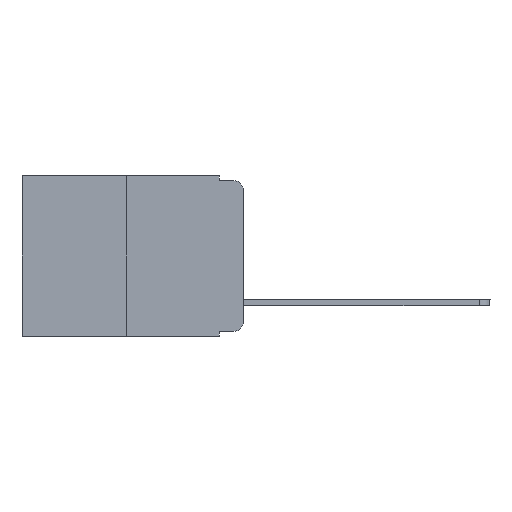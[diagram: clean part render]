
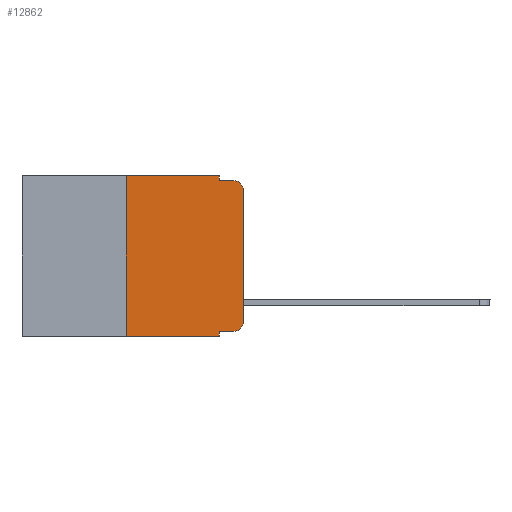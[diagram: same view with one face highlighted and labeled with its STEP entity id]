
A CAD part, left-side view. The second image highlights one B-rep face of the part: STEP entity #12862.
In plain terms, the highlighted planar face has unit normal (-1, 0, 0).
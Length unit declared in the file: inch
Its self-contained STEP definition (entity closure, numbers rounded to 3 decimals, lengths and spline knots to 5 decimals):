
#501 = LINE ( 'NONE', #11655, #12149 ) ;
#1159 = DIRECTION ( 'NONE',  ( 0., 0., 1. ) ) ;
#1226 = EDGE_CURVE ( 'NONE', #2302, #11116, #10466, .T. ) ;
#1284 = DIRECTION ( 'NONE',  ( 0., 0., -1. ) ) ;
#1389 = VECTOR ( 'NONE', #1685, 39.37008 ) ;
#1618 = ORIENTED_EDGE ( 'NONE', *, *, #17850, .T. ) ;
#1685 = DIRECTION ( 'NONE',  ( 0., -1., 0. ) ) ;
#1870 = CARTESIAN_POINT ( 'NONE',  ( 0., 0.02, -0.333 ) ) ;
#1960 = VECTOR ( 'NONE', #16727, 39.37008 ) ;
#2302 = VERTEX_POINT ( 'NONE', #7215 ) ;
#2337 = VECTOR ( 'NONE', #1159, 39.37008 ) ;
#2644 = CARTESIAN_POINT ( 'NONE',  ( 0., 0.051, 0. ) ) ;
#2936 = CARTESIAN_POINT ( 'NONE',  ( 0., 0.02, -0.313 ) ) ;
#3094 = CARTESIAN_POINT ( 'NONE',  ( 0., 0.473, -0.343 ) ) ;
#3112 = VERTEX_POINT ( 'NONE', #5899 ) ;
#3156 = CARTESIAN_POINT ( 'NONE',  ( 0., 0., -0.313 ) ) ;
#3672 = DIRECTION ( 'NONE',  ( 0., -1., 0. ) ) ;
#3755 = DIRECTION ( 'NONE',  ( 0., -1., 0. ) ) ;
#4115 = AXIS2_PLACEMENT_3D ( 'NONE', #2936, #10087, #8602 ) ;
#4653 = EDGE_CURVE ( 'NONE', #5988, #10294, #9703, .T. ) ;
#5170 = CARTESIAN_POINT ( 'NONE',  ( 0., 0.473, 0. ) ) ;
#5257 = ORIENTED_EDGE ( 'NONE', *, *, #10822, .T. ) ;
#5258 = LINE ( 'NONE', #5170, #7937 ) ;
#5487 = CARTESIAN_POINT ( 'NONE',  ( 0., 0., 0. ) ) ;
#5536 = CARTESIAN_POINT ( 'NONE',  ( 0., 0.051, -0.01 ) ) ;
#5551 = DIRECTION ( 'NONE',  ( 1., 0., 0. ) ) ;
#5899 = CARTESIAN_POINT ( 'NONE',  ( 0., 0.25, -0.343 ) ) ;
#5988 = VERTEX_POINT ( 'NONE', #7181 ) ;
#6264 = DIRECTION ( 'NONE',  ( 0., -1., 0. ) ) ;
#6501 = CIRCLE ( 'NONE', #13626, 0.02 ) ;
#6555 = LINE ( 'NONE', #5536, #11539 ) ;
#6702 = VERTEX_POINT ( 'NONE', #17838 ) ;
#6782 = VERTEX_POINT ( 'NONE', #6939 ) ;
#6939 = CARTESIAN_POINT ( 'NONE',  ( 0., 0.25, 0. ) ) ;
#6979 = VERTEX_POINT ( 'NONE', #3156 ) ;
#7181 = CARTESIAN_POINT ( 'NONE',  ( 0., 0.051, 0. ) ) ;
#7215 = CARTESIAN_POINT ( 'NONE',  ( 0., 0.051, -0.333 ) ) ;
#7937 = VECTOR ( 'NONE', #3755, 39.37008 ) ;
#8602 = DIRECTION ( 'NONE',  ( 0., 0., -1. ) ) ;
#9286 = EDGE_LOOP ( 'NONE', ( #13263, #15888, #18306, #14476, #18010, #17142, #5257, #18318, #11044, #1618 ) ) ;
#9703 = LINE ( 'NONE', #2644, #16680 ) ;
#9820 = DIRECTION ( 'NONE',  ( 0., 0., -1. ) ) ;
#10078 = AXIS2_PLACEMENT_3D ( 'NONE', #11300, #5551, #9820 ) ;
#10087 = DIRECTION ( 'NONE',  ( -1., 0., 0. ) ) ;
#10141 = LINE ( 'NONE', #3094, #1389 ) ;
#10204 = CARTESIAN_POINT ( 'NONE',  ( 0., 0.051, -0.343 ) ) ;
#10294 = VERTEX_POINT ( 'NONE', #15665 ) ;
#10466 = LINE ( 'NONE', #16127, #12904 ) ;
#10559 = DIRECTION ( 'NONE',  ( 0., 0., -1. ) ) ;
#10713 = VERTEX_POINT ( 'NONE', #1870 ) ;
#10822 = EDGE_CURVE ( 'NONE', #3112, #11116, #10141, .T. ) ;
#11044 = ORIENTED_EDGE ( 'NONE', *, *, #13311, .T. ) ;
#11116 = VERTEX_POINT ( 'NONE', #10204 ) ;
#11300 = CARTESIAN_POINT ( 'NONE',  ( 0., 0.473, 0. ) ) ;
#11324 = CARTESIAN_POINT ( 'NONE',  ( 0., 0.02, -0.03 ) ) ;
#11393 = FACE_OUTER_BOUND ( 'NONE', #9286, .T. ) ;
#11539 = VECTOR ( 'NONE', #3672, 39.37008 ) ;
#11655 = CARTESIAN_POINT ( 'NONE',  ( 0., 0.051, -0.333 ) ) ;
#11870 = EDGE_CURVE ( 'NONE', #6782, #5988, #5258, .T. ) ;
#11921 = VERTEX_POINT ( 'NONE', #12119 ) ;
#12119 = CARTESIAN_POINT ( 'NONE',  ( 0., 0.02, -0.01 ) ) ;
#12149 = VECTOR ( 'NONE', #6264, 39.37008 ) ;
#12540 = LINE ( 'NONE', #5487, #1960 ) ;
#12862 = ADVANCED_FACE ( 'NONE', ( #11393 ), #18265, .F. ) ;
#12904 = VECTOR ( 'NONE', #10559, 39.37008 ) ;
#13219 = DIRECTION ( 'NONE',  ( 0., 0., -1. ) ) ;
#13263 = ORIENTED_EDGE ( 'NONE', *, *, #15243, .T. ) ;
#13311 = EDGE_CURVE ( 'NONE', #2302, #10713, #501, .T. ) ;
#13626 = AXIS2_PLACEMENT_3D ( 'NONE', #11324, #16723, #1284 ) ;
#13891 = CARTESIAN_POINT ( 'NONE',  ( 0., 0.25, 0. ) ) ;
#14073 = EDGE_CURVE ( 'NONE', #6702, #11921, #6501, .T. ) ;
#14476 = ORIENTED_EDGE ( 'NONE', *, *, #4653, .F. ) ;
#14810 = CIRCLE ( 'NONE', #4115, 0.02 ) ;
#15243 = EDGE_CURVE ( 'NONE', #6979, #6702, #12540, .T. ) ;
#15287 = LINE ( 'NONE', #13891, #2337 ) ;
#15665 = CARTESIAN_POINT ( 'NONE',  ( 0., 0.051, -0.01 ) ) ;
#15888 = ORIENTED_EDGE ( 'NONE', *, *, #14073, .T. ) ;
#16127 = CARTESIAN_POINT ( 'NONE',  ( 0., 0.051, 0. ) ) ;
#16680 = VECTOR ( 'NONE', #13219, 39.37008 ) ;
#16723 = DIRECTION ( 'NONE',  ( -1., 0., 0. ) ) ;
#16727 = DIRECTION ( 'NONE',  ( 0., 0., 1. ) ) ;
#17142 = ORIENTED_EDGE ( 'NONE', *, *, #17751, .F. ) ;
#17675 = EDGE_CURVE ( 'NONE', #10294, #11921, #6555, .T. ) ;
#17751 = EDGE_CURVE ( 'NONE', #3112, #6782, #15287, .T. ) ;
#17838 = CARTESIAN_POINT ( 'NONE',  ( 0., 0., -0.03 ) ) ;
#17850 = EDGE_CURVE ( 'NONE', #10713, #6979, #14810, .T. ) ;
#18010 = ORIENTED_EDGE ( 'NONE', *, *, #11870, .F. ) ;
#18265 = PLANE ( 'NONE',  #10078 ) ;
#18306 = ORIENTED_EDGE ( 'NONE', *, *, #17675, .F. ) ;
#18318 = ORIENTED_EDGE ( 'NONE', *, *, #1226, .F. ) ;
